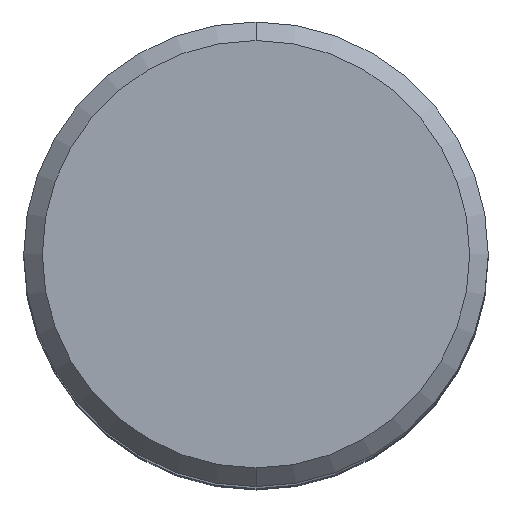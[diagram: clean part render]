
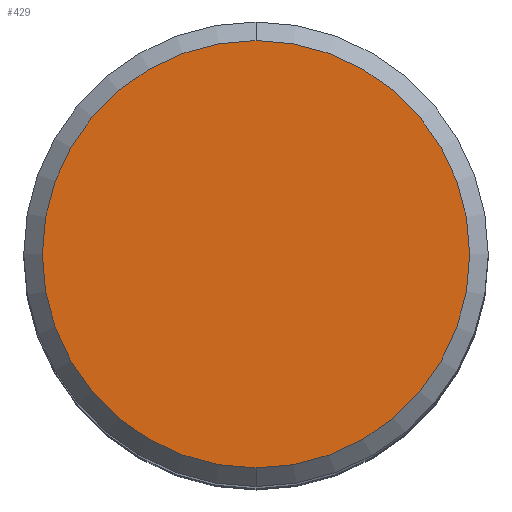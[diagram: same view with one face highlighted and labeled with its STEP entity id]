
A CAD part, top view. The second image highlights one B-rep face of the part: STEP entity #429.
In plain terms, the highlighted planar face has unit normal (0, 0, 1).
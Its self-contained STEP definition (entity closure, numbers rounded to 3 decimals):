
#275=VERTEX_POINT('',#606);
#295=EDGE_CURVE('',#275,#475,#629,.T.);
#429=ADVANCED_FACE('',(#774),#775,.T.);
#435=EDGE_CURVE('',#475,#275,#781,.T.);
#475=VERTEX_POINT('',#823);
#606=CARTESIAN_POINT('',(0.,-11.5,0.0));
#629=CIRCLE('',#1150,11.5);
#774=FACE_OUTER_BOUND('',#1502,.T.);
#775=PLANE('',#1503);
#781=CIRCLE('',#1510,11.5);
#823=CARTESIAN_POINT('',(0.0,11.5,0.0));
#1150=AXIS2_PLACEMENT_3D('',#1833,#1834,#1835);
#1502=EDGE_LOOP('',(#1983,#1984));
#1503=AXIS2_PLACEMENT_3D('',#1985,#1986,#1987);
#1510=AXIS2_PLACEMENT_3D('',#1988,#1989,#1990);
#1833=CARTESIAN_POINT('',(0.0,0.0,0.0));
#1834=DIRECTION('',(0.0,0.0,-1.0));
#1835=DIRECTION('',(0.0,1.0,0.0));
#1983=ORIENTED_EDGE('',*,*,#435,.F.);
#1984=ORIENTED_EDGE('',*,*,#295,.F.);
#1985=CARTESIAN_POINT('',(0.0,5.75,0.0));
#1986=DIRECTION('',(-0.0,0.0,1.0));
#1987=DIRECTION('',(0.0,-1.0,0.0));
#1988=CARTESIAN_POINT('',(0.0,0.0,0.0));
#1989=DIRECTION('',(0.0,0.0,-1.0));
#1990=DIRECTION('',(0.0,1.0,0.0));
